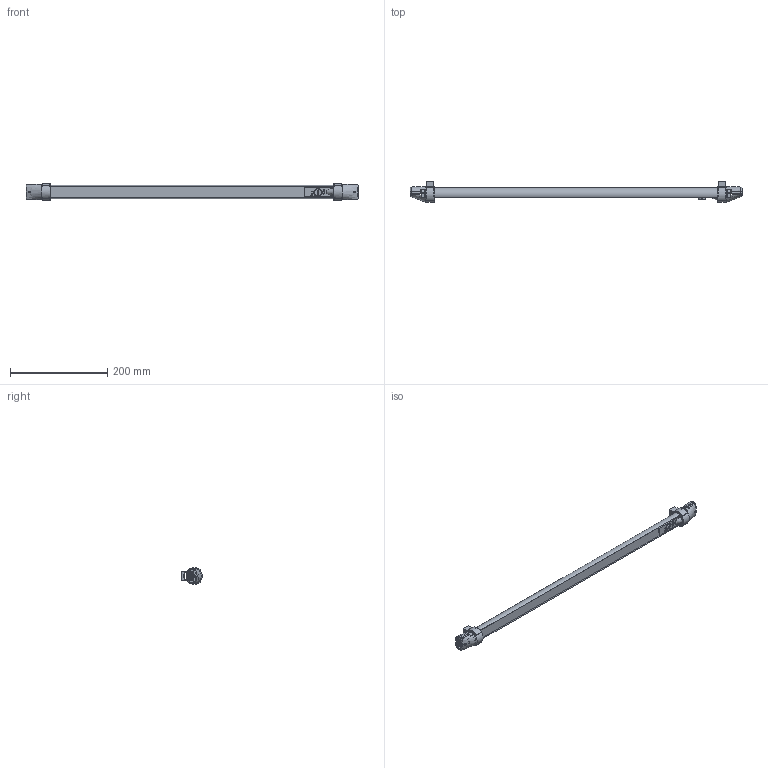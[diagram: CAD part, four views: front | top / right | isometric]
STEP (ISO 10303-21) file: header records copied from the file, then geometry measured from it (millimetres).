
FILE_DESCRIPTION(/* description */ (''),/* implementation_level */ '2;1');
FILE_NAME(/* name */ '112233_LED10-D-M20.stp',/* time_stamp */ '2025-04-19T14:23:37+02:00',/* author */ ('CAD'),/* organization */ (''),/* preprocessor_version */ 'ST-DEVELOPER v15.6',/* originating_system */ 'Autodesk Inventor 2015',/* authorisation */ '');
FILE_SCHEMA (('AUTOMOTIVE_DESIGN { 1 0 10303 214 3 1 1 }'));
Length unit declared in the file: millimetre
Products named in the file (1): 112233_LED10-D-M20_Shrinkwrap_1
Bounding box: 683 x 42 x 34.91 mm (x, y, z)
Surface area: 62429.6 mm2 (no closed solid volume)
Topology: 0 solids, 24 shells, 117 faces, 709 edges, 587 vertices
Faces by surface type: plane 43, bspline 42, cylinder 28, sphere 2, cone 2
Full cylindrical faces by diameter (mm): 2 x1, 4 x2, 5.4 x2, 12.1 x2
Entity records: 8966 total; most frequent: CARTESIAN_POINT 4063, ORIENTED_EDGE 868, DIRECTION 855, EDGE_CURVE 688, VERTEX_POINT 579, LINE 287, VECTOR 287, AXIS2_PLACEMENT_3D 284
